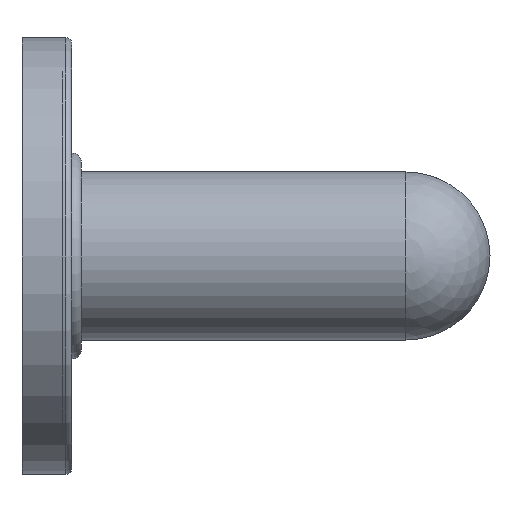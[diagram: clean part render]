
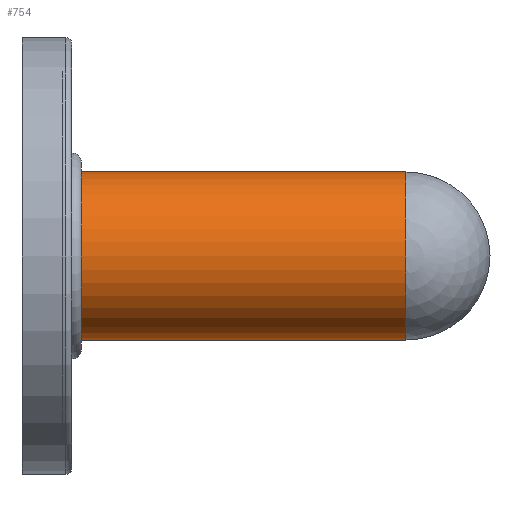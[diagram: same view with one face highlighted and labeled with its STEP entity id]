
A CAD part, front view. The second image highlights one B-rep face of the part: STEP entity #754.
In plain terms, the highlighted cylindrical face has radius 13.5 mm (diameter 27 mm), a partial arc.
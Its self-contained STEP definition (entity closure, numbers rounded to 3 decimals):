
#40 = DIRECTION ( 'NONE',  ( 1., 0., 0. ) ) ;
#100 = DIRECTION ( 'NONE',  ( 0., 0., -1. ) ) ;
#106 = DIRECTION ( 'NONE',  ( 1., 0., 0. ) ) ;
#114 = DIRECTION ( 'NONE',  ( -1., 0., 0. ) ) ;
#175 = CARTESIAN_POINT ( 'NONE',  ( -53.5, 13.457, 1.08 ) ) ;
#224 = CARTESIAN_POINT ( 'NONE',  ( -53.5, 0., 0. ) ) ;
#227 = CARTESIAN_POINT ( 'NONE',  ( 0., -13.457, 1.08 ) ) ;
#251 = CIRCLE ( 'NONE', #925, 13.5 ) ;
#260 = LINE ( 'NONE', #452, #261 ) ;
#261 = VECTOR ( 'NONE', #40, 1000. ) ;
#264 = DIRECTION ( 'NONE',  ( 1., 0., 0. ) ) ;
#281 = DIRECTION ( 'NONE',  ( 0., 0., -1. ) ) ;
#296 = CARTESIAN_POINT ( 'NONE',  ( 0., 13.457, 1.08 ) ) ;
#334 = VECTOR ( 'NONE', #114, 1000. ) ;
#339 = DIRECTION ( 'NONE',  ( 1., 0., 0. ) ) ;
#394 = CIRCLE ( 'NONE', #1025, 13.5 ) ;
#452 = CARTESIAN_POINT ( 'NONE',  ( 0., -13.457, 1.08 ) ) ;
#505 = CARTESIAN_POINT ( 'NONE',  ( 0., 13.457, 1.08 ) ) ;
#520 = LINE ( 'NONE', #296, #334 ) ;
#627 = CARTESIAN_POINT ( 'NONE',  ( -53.5, -13.457, 1.08 ) ) ;
#644 = CARTESIAN_POINT ( 'NONE',  ( 0., 0., 0. ) ) ;
#676 = CARTESIAN_POINT ( 'NONE',  ( 0., 0., 0. ) ) ;
#697 = DIRECTION ( 'NONE',  ( 0., 0., -1. ) ) ;
#749 = ORIENTED_EDGE ( 'NONE', *, *, #971, .T. ) ;
#754 = ADVANCED_FACE ( 'NONE', ( #1199 ), #1217, .T. ) ;
#870 = AXIS2_PLACEMENT_3D ( 'NONE', #644, #106, #281 ) ;
#892 = EDGE_CURVE ( 'NONE', #1100, #1105, #394, .T. ) ;
#896 = EDGE_CURVE ( 'NONE', #1124, #1108, #251, .T. ) ;
#925 = AXIS2_PLACEMENT_3D ( 'NONE', #676, #339, #100 ) ;
#971 = EDGE_CURVE ( 'NONE', #1124, #1100, #520, .T. ) ;
#985 = EDGE_CURVE ( 'NONE', #1105, #1108, #260, .T. ) ;
#1025 = AXIS2_PLACEMENT_3D ( 'NONE', #224, #264, #697 ) ;
#1074 = ORIENTED_EDGE ( 'NONE', *, *, #892, .T. ) ;
#1080 = EDGE_LOOP ( 'NONE', ( #1074, #1152, #1082, #749 ) ) ;
#1082 = ORIENTED_EDGE ( 'NONE', *, *, #896, .F. ) ;
#1100 = VERTEX_POINT ( 'NONE', #175 ) ;
#1105 = VERTEX_POINT ( 'NONE', #627 ) ;
#1108 = VERTEX_POINT ( 'NONE', #227 ) ;
#1124 = VERTEX_POINT ( 'NONE', #505 ) ;
#1152 = ORIENTED_EDGE ( 'NONE', *, *, #985, .T. ) ;
#1199 = FACE_OUTER_BOUND ( 'NONE', #1080, .T. ) ;
#1217 = CYLINDRICAL_SURFACE ( 'NONE', #870, 13.5 ) ;
